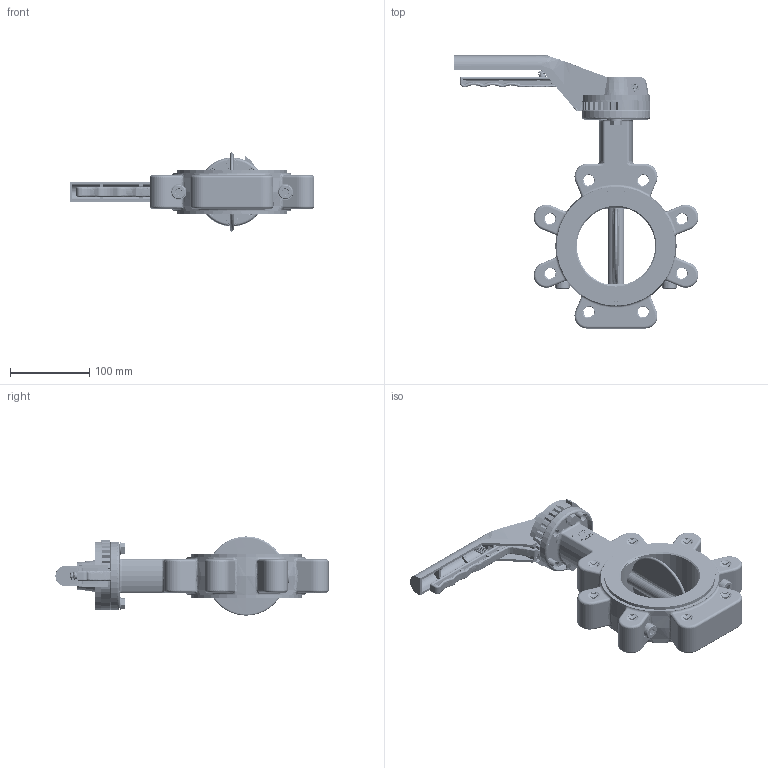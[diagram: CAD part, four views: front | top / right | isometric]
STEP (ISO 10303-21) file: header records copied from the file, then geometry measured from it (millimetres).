
FILE_DESCRIPTION (( 'STEP AP214' ), '1' );
FILE_NAME ('AK131-DN100-PN-10-16-Handhebel-Fergo.STEP', '2022-09-29T11:14:24', ( '' ), ( '' ), 'SwSTEP 2.0', 'SolidWorks 2022', '' );
FILE_SCHEMA (( 'AUTOMOTIVE_DESIGN' ));
Length unit declared in the file: millimetre
Products named in the file (1): AK131-DN100-PN-10-16-Handhebel-Fergo
Bounding box: 309 x 345 x 100 mm (x, y, z)
Volume: 1465904 mm3; surface area: 318724.5 mm2
Topology: 17 solids, 17 shells, 2008 faces, 5450 edges, 3499 vertices
Faces by surface type: cylinder 909, plane 553, bspline 279, cone 189, torus 64, sphere 14
Entity records: 149237 total; most frequent: CARTESIAN_POINT 84797, ORIENTED_EDGE 10852, DIRECTION 7686, EDGE_CURVE 5426, VERTEX_POINT 3497, AXIS2_PLACEMENT_3D 2775, EDGE_LOOP 2155, VECTOR 2136
